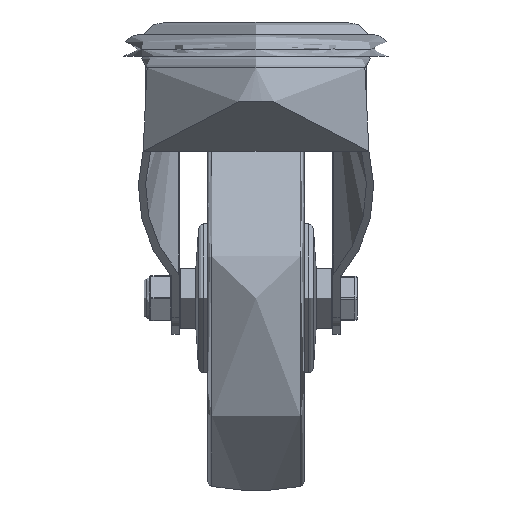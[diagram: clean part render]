
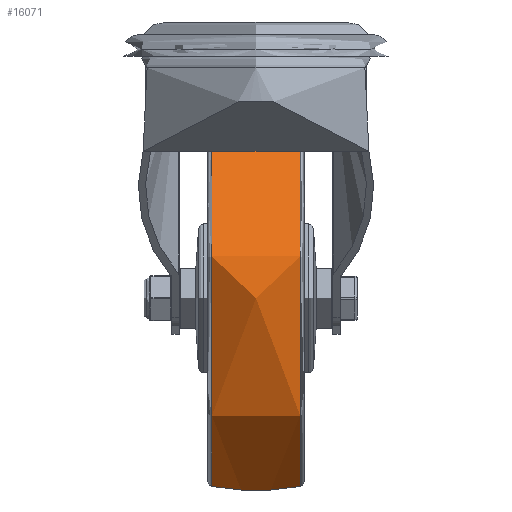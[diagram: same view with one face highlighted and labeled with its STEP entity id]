
A CAD part, left-side view. The second image highlights one B-rep face of the part: STEP entity #16071.
In plain terms, the highlighted free-form (B-spline) face has degree [2, 2] with [3, 9] control points.
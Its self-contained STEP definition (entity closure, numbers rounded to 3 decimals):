
#398=(
BOUNDED_SURFACE()
B_SPLINE_SURFACE(2,2,((#25695,#25696,#25697,#25698,#25699,#25700,#25701,
#25702,#25703),(#25704,#25705,#25706,#25707,#25708,#25709,#25710,#25711,
#25712),(#25713,#25714,#25715,#25716,#25717,#25718,#25719,#25720,#25721)),
 .UNSPECIFIED.,.F.,.T.,.F.)
B_SPLINE_SURFACE_WITH_KNOTS((3,3),(3,2,2,2,3),(-0.183,0.183),
(-3.142,-1.571,0.,1.571,3.142),
 .UNSPECIFIED.)
GEOMETRIC_REPRESENTATION_ITEM()
RATIONAL_B_SPLINE_SURFACE(((1.,0.707,1.,0.707,1.,
0.707,1.,0.707,1.),(0.983,0.695,
0.983,0.695,0.983,0.695,
0.983,0.695,0.983),(1.,0.707,
1.,0.707,1.,0.707,1.,0.707,1.)))
REPRESENTATION_ITEM('')
SURFACE()
);
#2124=FACE_OUTER_BOUND('',#3126,.T.);
#3126=EDGE_LOOP('',(#12549,#12550,#12551,#12552));
#6396=CIRCLE('',#17554,78.317);
#6397=CIRCLE('',#17555,101.);
#6398=CIRCLE('',#17556,78.317);
#7362=VERTEX_POINT('',#25692);
#7363=VERTEX_POINT('',#25722);
#9249=EDGE_CURVE('',#7362,#7362,#6396,.T.);
#9250=EDGE_CURVE('',#7362,#7363,#6397,.T.);
#9251=EDGE_CURVE('',#7363,#7363,#6398,.T.);
#12549=ORIENTED_EDGE('',*,*,#9249,.F.);
#12550=ORIENTED_EDGE('',*,*,#9250,.T.);
#12551=ORIENTED_EDGE('',*,*,#9251,.T.);
#12552=ORIENTED_EDGE('',*,*,#9250,.F.);
#16071=ADVANCED_FACE('',(#2124),#398,.F.);
#17554=AXIS2_PLACEMENT_3D('',#25694,#20195,#20196);
#17555=AXIS2_PLACEMENT_3D('',#25723,#20197,#20198);
#17556=AXIS2_PLACEMENT_3D('',#25724,#20199,#20200);
#20195=DIRECTION('center_axis',(0.,1.,0.));
#20196=DIRECTION('ref_axis',(0.,0.,
1.));
#20197=DIRECTION('center_axis',(-1.,0.,0.));
#20198=DIRECTION('ref_axis',(0.,0.,
-1.));
#20199=DIRECTION('center_axis',(0.,1.,0.));
#20200=DIRECTION('ref_axis',(0.,0.,
1.));
#25692=CARTESIAN_POINT('',(0.,18.364,-78.317));
#25694=CARTESIAN_POINT('Origin',(0.,18.364,
0.));
#25695=CARTESIAN_POINT('Ctrl Pts',(0.,-18.364,
-78.317));
#25696=CARTESIAN_POINT('Ctrl Pts',(-78.317,-18.364,
-78.317));
#25697=CARTESIAN_POINT('Ctrl Pts',(-78.317,-18.364,
0.));
#25698=CARTESIAN_POINT('Ctrl Pts',(-78.317,-18.364,
78.317));
#25699=CARTESIAN_POINT('Ctrl Pts',(0.,-18.364,
78.317));
#25700=CARTESIAN_POINT('Ctrl Pts',(78.317,-18.364,78.317));
#25701=CARTESIAN_POINT('Ctrl Pts',(78.317,-18.364,0.));
#25702=CARTESIAN_POINT('Ctrl Pts',(78.317,-18.364,-78.317));
#25703=CARTESIAN_POINT('Ctrl Pts',(0.,-18.364,
-78.317));
#25704=CARTESIAN_POINT('Ctrl Pts',(0.,0.,
-81.712));
#25705=CARTESIAN_POINT('Ctrl Pts',(-81.712,0.,
-81.712));
#25706=CARTESIAN_POINT('Ctrl Pts',(-81.712,0.,
0.));
#25707=CARTESIAN_POINT('Ctrl Pts',(-81.712,0.,
81.712));
#25708=CARTESIAN_POINT('Ctrl Pts',(0.,0.,
81.712));
#25709=CARTESIAN_POINT('Ctrl Pts',(81.712,0.,
81.712));
#25710=CARTESIAN_POINT('Ctrl Pts',(81.712,0.,
0.));
#25711=CARTESIAN_POINT('Ctrl Pts',(81.712,0.,
-81.712));
#25712=CARTESIAN_POINT('Ctrl Pts',(0.,0.,
-81.712));
#25713=CARTESIAN_POINT('Ctrl Pts',(0.,18.364,
-78.317));
#25714=CARTESIAN_POINT('Ctrl Pts',(-78.317,18.364,-78.317));
#25715=CARTESIAN_POINT('Ctrl Pts',(-78.317,18.364,0.));
#25716=CARTESIAN_POINT('Ctrl Pts',(-78.317,18.364,78.317));
#25717=CARTESIAN_POINT('Ctrl Pts',(0.,18.364,
78.317));
#25718=CARTESIAN_POINT('Ctrl Pts',(78.317,18.364,78.317));
#25719=CARTESIAN_POINT('Ctrl Pts',(78.317,18.364,0.));
#25720=CARTESIAN_POINT('Ctrl Pts',(78.317,18.364,-78.317));
#25721=CARTESIAN_POINT('Ctrl Pts',(0.,18.364,
-78.317));
#25722=CARTESIAN_POINT('',(0.,-18.364,-78.317));
#25723=CARTESIAN_POINT('Origin',(0.,0.,
21.));
#25724=CARTESIAN_POINT('Origin',(0.,-18.364,
0.));
